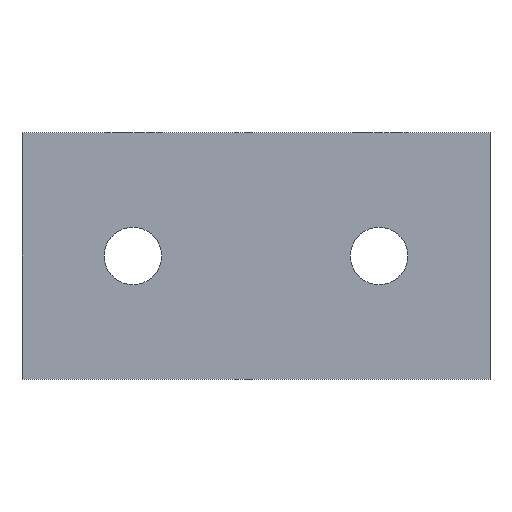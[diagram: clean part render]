
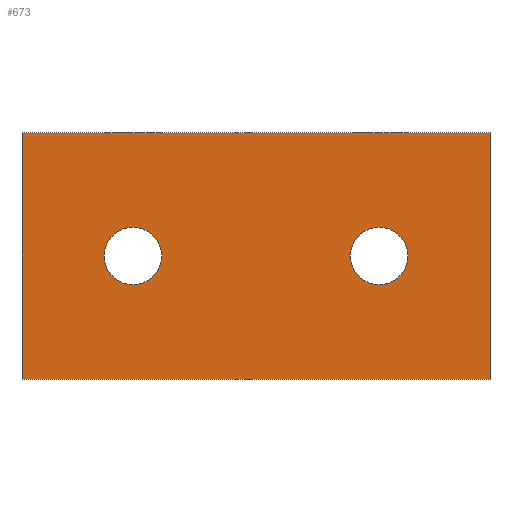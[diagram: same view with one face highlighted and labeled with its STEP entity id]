
A CAD part, front view. The second image highlights one B-rep face of the part: STEP entity #673.
In plain terms, the highlighted planar face has unit normal (0, -1, 0).
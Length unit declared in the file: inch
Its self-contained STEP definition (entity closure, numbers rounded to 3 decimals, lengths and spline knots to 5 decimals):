
#21 = CARTESIAN_POINT ( 'NONE',  ( -1.12205, 0., 0. ) ) ;
#37 = VERTEX_POINT ( 'NONE', #558 ) ;
#112 = EDGE_CURVE ( 'NONE', #174, #37, #1105, .T. ) ;
#114 = VERTEX_POINT ( 'NONE', #941 ) ;
#118 = AXIS2_PLACEMENT_3D ( 'NONE', #319, #242, #1048 ) ;
#135 = CARTESIAN_POINT ( 'NONE',  ( -1.12205, 0., 0. ) ) ;
#141 = EDGE_CURVE ( 'NONE', #37, #174, #898, .T. ) ;
#164 = CARTESIAN_POINT ( 'NONE',  ( 1.12205, 0., 0. ) ) ;
#168 = EDGE_LOOP ( 'NONE', ( #452, #752, #674, #636 ) ) ;
#174 = VERTEX_POINT ( 'NONE', #852 ) ;
#206 = DIRECTION ( 'NONE',  ( 0., 1., 0. ) ) ;
#242 = DIRECTION ( 'NONE',  ( 0., 1., 0. ) ) ;
#273 = AXIS2_PLACEMENT_3D ( 'NONE', #411, #665, #313 ) ;
#286 = DIRECTION ( 'NONE',  ( 1., 0., 0. ) ) ;
#301 = ORIENTED_EDGE ( 'NONE', *, *, #112, .T. ) ;
#306 = CARTESIAN_POINT ( 'NONE',  ( -0.59055, 0., -0.59055 ) ) ;
#308 = VECTOR ( 'NONE', #669, 39.37008 ) ;
#313 = DIRECTION ( 'NONE',  ( 0., 0., -1. ) ) ;
#319 = CARTESIAN_POINT ( 'NONE',  ( 0.59055, 0., -0.59055 ) ) ;
#321 = CARTESIAN_POINT ( 'NONE',  ( 1.12205, 0., -1.1811 ) ) ;
#322 = LINE ( 'NONE', #135, #308 ) ;
#340 = PLANE ( 'NONE',  #993 ) ;
#379 = CARTESIAN_POINT ( 'NONE',  ( -1.12205, 0., -1.1811 ) ) ;
#390 = EDGE_CURVE ( 'NONE', #982, #912, #1003, .T. ) ;
#400 = DIRECTION ( 'NONE',  ( 0., 0., 1. ) ) ;
#411 = CARTESIAN_POINT ( 'NONE',  ( 0.59055, 0., -0.59055 ) ) ;
#412 = LINE ( 'NONE', #947, #1149 ) ;
#413 = VERTEX_POINT ( 'NONE', #649 ) ;
#421 = VECTOR ( 'NONE', #286, 39.37008 ) ;
#425 = EDGE_CURVE ( 'NONE', #413, #473, #1146, .T. ) ;
#436 = EDGE_LOOP ( 'NONE', ( #547, #494 ) ) ;
#439 = CIRCLE ( 'NONE', #1013, 0.1378 ) ;
#452 = ORIENTED_EDGE ( 'NONE', *, *, #390, .F. ) ;
#459 = CARTESIAN_POINT ( 'NONE',  ( -0.59055, 0., -0.45276 ) ) ;
#470 = CARTESIAN_POINT ( 'NONE',  ( -0.59055, 0., -0.59055 ) ) ;
#473 = VERTEX_POINT ( 'NONE', #459 ) ;
#485 = DIRECTION ( 'NONE',  ( 0., 1., 0. ) ) ;
#494 = ORIENTED_EDGE ( 'NONE', *, *, #609, .T. ) ;
#516 = FACE_BOUND ( 'NONE', #884, .T. ) ;
#547 = ORIENTED_EDGE ( 'NONE', *, *, #425, .T. ) ;
#558 = CARTESIAN_POINT ( 'NONE',  ( 0.59055, 0., -0.45276 ) ) ;
#589 = EDGE_CURVE ( 'NONE', #114, #982, #322, .T. ) ;
#609 = EDGE_CURVE ( 'NONE', #473, #413, #439, .T. ) ;
#622 = CARTESIAN_POINT ( 'NONE',  ( -1.12205, 0., 0. ) ) ;
#633 = DIRECTION ( 'NONE',  ( 1., 0., 0. ) ) ;
#636 = ORIENTED_EDGE ( 'NONE', *, *, #1126, .T. ) ;
#642 = AXIS2_PLACEMENT_3D ( 'NONE', #470, #206, #1008 ) ;
#649 = CARTESIAN_POINT ( 'NONE',  ( -0.59055, 0., -0.72835 ) ) ;
#665 = DIRECTION ( 'NONE',  ( 0., 1., 0. ) ) ;
#669 = DIRECTION ( 'NONE',  ( 0., 0., 1. ) ) ;
#673 = ADVANCED_FACE ( 'NONE', ( #1060, #516, #868 ), #340, .T. ) ;
#674 = ORIENTED_EDGE ( 'NONE', *, *, #1040, .T. ) ;
#737 = LINE ( 'NONE', #379, #421 ) ;
#752 = ORIENTED_EDGE ( 'NONE', *, *, #589, .F. ) ;
#771 = CARTESIAN_POINT ( 'NONE',  ( -1.12205, 0., 0. ) ) ;
#848 = VERTEX_POINT ( 'NONE', #321 ) ;
#852 = CARTESIAN_POINT ( 'NONE',  ( 0.59055, 0., -0.72835 ) ) ;
#861 = VECTOR ( 'NONE', #633, 39.37008 ) ;
#868 = FACE_BOUND ( 'NONE', #436, .T. ) ;
#884 = EDGE_LOOP ( 'NONE', ( #301, #1011 ) ) ;
#898 = CIRCLE ( 'NONE', #273, 0.1378 ) ;
#912 = VERTEX_POINT ( 'NONE', #164 ) ;
#939 = DIRECTION ( 'NONE',  ( 0., 0., -1. ) ) ;
#941 = CARTESIAN_POINT ( 'NONE',  ( -1.12205, 0., -1.1811 ) ) ;
#947 = CARTESIAN_POINT ( 'NONE',  ( 1.12205, 0., 0. ) ) ;
#956 = DIRECTION ( 'NONE',  ( 0., 0., -1. ) ) ;
#982 = VERTEX_POINT ( 'NONE', #622 ) ;
#993 = AXIS2_PLACEMENT_3D ( 'NONE', #771, #1156, #956 ) ;
#1003 = LINE ( 'NONE', #21, #861 ) ;
#1008 = DIRECTION ( 'NONE',  ( 0., 0., -1. ) ) ;
#1011 = ORIENTED_EDGE ( 'NONE', *, *, #141, .T. ) ;
#1013 = AXIS2_PLACEMENT_3D ( 'NONE', #306, #485, #939 ) ;
#1040 = EDGE_CURVE ( 'NONE', #114, #848, #737, .T. ) ;
#1048 = DIRECTION ( 'NONE',  ( 0., 0., -1. ) ) ;
#1060 = FACE_OUTER_BOUND ( 'NONE', #168, .T. ) ;
#1105 = CIRCLE ( 'NONE', #118, 0.1378 ) ;
#1126 = EDGE_CURVE ( 'NONE', #848, #912, #412, .T. ) ;
#1146 = CIRCLE ( 'NONE', #642, 0.1378 ) ;
#1149 = VECTOR ( 'NONE', #400, 39.37008 ) ;
#1156 = DIRECTION ( 'NONE',  ( 0., -1., 0. ) ) ;
